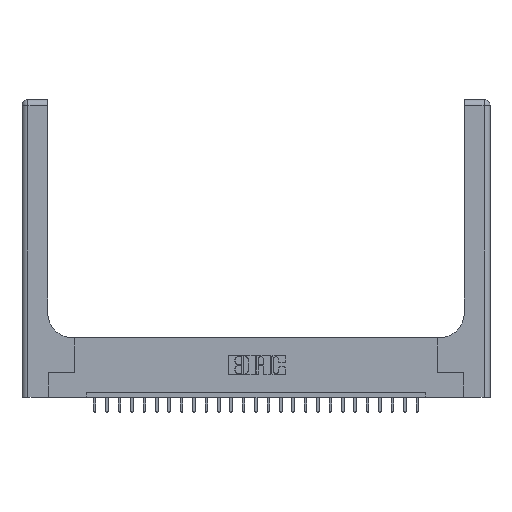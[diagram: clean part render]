
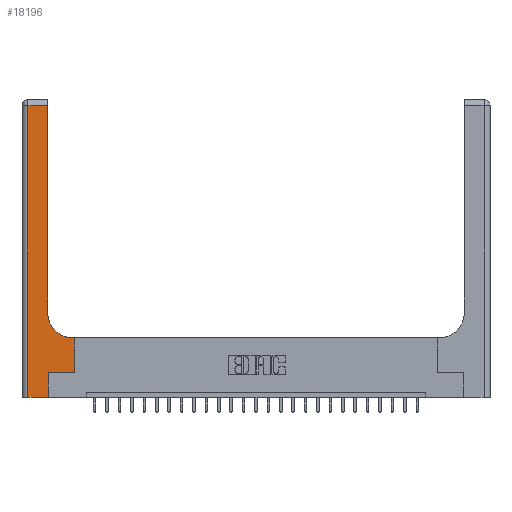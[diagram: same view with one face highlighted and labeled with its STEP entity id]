
A CAD part, top view. The second image highlights one B-rep face of the part: STEP entity #18196.
In plain terms, the highlighted planar face has unit normal (0, 0, 1).
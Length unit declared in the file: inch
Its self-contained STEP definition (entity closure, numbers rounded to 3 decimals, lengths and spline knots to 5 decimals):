
#234 = CARTESIAN_POINT ( 'NONE',  ( 0.265, 0.25, 0.37 ) ) ;
#276 = LINE ( 'NONE', #1569, #17921 ) ;
#519 = EDGE_CURVE ( 'NONE', #18301, #7932, #10806, .T. ) ;
#770 = DIRECTION ( 'NONE',  ( 1., 0., 0. ) ) ;
#1369 = CARTESIAN_POINT ( 'NONE',  ( 0.265, 0., 0.37 ) ) ;
#1569 = CARTESIAN_POINT ( 'NONE',  ( 0.265, 0., 0.37 ) ) ;
#1847 = VERTEX_POINT ( 'NONE', #3809 ) ;
#1974 = VERTEX_POINT ( 'NONE', #13559 ) ;
#2284 = EDGE_CURVE ( 'NONE', #1974, #12749, #9623, .T. ) ;
#2981 = PLANE ( 'NONE',  #16333 ) ;
#3809 = CARTESIAN_POINT ( 'NONE',  ( 0.06, 0., 0.37 ) ) ;
#3886 = LINE ( 'NONE', #9633, #18034 ) ;
#5061 = DIRECTION ( 'NONE',  ( 0., 0., -1. ) ) ;
#6426 = DIRECTION ( 'NONE',  ( 0., 0., -1. ) ) ;
#6638 = EDGE_CURVE ( 'NONE', #7932, #1974, #14343, .T. ) ;
#7782 = CARTESIAN_POINT ( 'NONE',  ( 0.06, 2.94, 0.37 ) ) ;
#7932 = VERTEX_POINT ( 'NONE', #8059 ) ;
#8015 = AXIS2_PLACEMENT_3D ( 'NONE', #17589, #6426, #770 ) ;
#8054 = EDGE_CURVE ( 'NONE', #22119, #18301, #9412, .T. ) ;
#8059 = CARTESIAN_POINT ( 'NONE',  ( 0.26, 0.85, 0.37 ) ) ;
#9236 = EDGE_CURVE ( 'NONE', #1847, #15267, #23262, .T. ) ;
#9412 = LINE ( 'NONE', #20706, #22731 ) ;
#9452 = VECTOR ( 'NONE', #10713, 39.37008 ) ;
#9549 = EDGE_LOOP ( 'NONE', ( #11732, #12166, #16235, #19731, #12212, #23690, #11068, #22327, #19883 ) ) ;
#9623 = LINE ( 'NONE', #20591, #10180 ) ;
#9633 = CARTESIAN_POINT ( 'NONE',  ( 0.265, 0.25, 0.37 ) ) ;
#10180 = VECTOR ( 'NONE', #18462, 39.37008 ) ;
#10621 = DIRECTION ( 'NONE',  ( 0., -1., 0. ) ) ;
#10713 = DIRECTION ( 'NONE',  ( 0., 1., 0. ) ) ;
#10806 = CIRCLE ( 'NONE', #8015, 0.25 ) ;
#11068 = ORIENTED_EDGE ( 'NONE', *, *, #21855, .T. ) ;
#11732 = ORIENTED_EDGE ( 'NONE', *, *, #6638, .T. ) ;
#12166 = ORIENTED_EDGE ( 'NONE', *, *, #2284, .T. ) ;
#12212 = ORIENTED_EDGE ( 'NONE', *, *, #15074, .T. ) ;
#12301 = EDGE_CURVE ( 'NONE', #19469, #20816, #3886, .T. ) ;
#12749 = VERTEX_POINT ( 'NONE', #7782 ) ;
#13559 = CARTESIAN_POINT ( 'NONE',  ( 0.26, 2.94, 0.37 ) ) ;
#14120 = EDGE_CURVE ( 'NONE', #12749, #1847, #20905, .T. ) ;
#14343 = LINE ( 'NONE', #14352, #9452 ) ;
#14352 = CARTESIAN_POINT ( 'NONE',  ( 0.26, 3., 0.37 ) ) ;
#14502 = DIRECTION ( 'NONE',  ( 0., 1., 0. ) ) ;
#14869 = LINE ( 'NONE', #18606, #15169 ) ;
#15074 = EDGE_CURVE ( 'NONE', #15267, #19469, #276, .T. ) ;
#15122 = DIRECTION ( 'NONE',  ( 1., 0., 0. ) ) ;
#15169 = VECTOR ( 'NONE', #21023, 39.37008 ) ;
#15267 = VERTEX_POINT ( 'NONE', #1369 ) ;
#15798 = CARTESIAN_POINT ( 'NONE',  ( 0.528, 0.6, 0.37 ) ) ;
#15881 = CARTESIAN_POINT ( 'NONE',  ( 0., 3., 0.37 ) ) ;
#15936 = CARTESIAN_POINT ( 'NONE',  ( 0.51, 0.6, 0.37 ) ) ;
#16235 = ORIENTED_EDGE ( 'NONE', *, *, #14120, .T. ) ;
#16333 = AXIS2_PLACEMENT_3D ( 'NONE', #15881, #5061, #19896 ) ;
#16449 = CARTESIAN_POINT ( 'NONE',  ( 0., 0., 0.37 ) ) ;
#17589 = CARTESIAN_POINT ( 'NONE',  ( 0.51, 0.85, 0.37 ) ) ;
#17921 = VECTOR ( 'NONE', #14502, 39.37008 ) ;
#17972 = CARTESIAN_POINT ( 'NONE',  ( 0.06, 3., 0.37 ) ) ;
#18034 = VECTOR ( 'NONE', #15122, 39.37008 ) ;
#18196 = ADVANCED_FACE ( 'NONE', ( #18813 ), #2981, .F. ) ;
#18301 = VERTEX_POINT ( 'NONE', #15936 ) ;
#18462 = DIRECTION ( 'NONE',  ( -1., 0., 0. ) ) ;
#18606 = CARTESIAN_POINT ( 'NONE',  ( 0.528, 0.25, 0.37 ) ) ;
#18675 = DIRECTION ( 'NONE',  ( -1., 0., 0. ) ) ;
#18813 = FACE_OUTER_BOUND ( 'NONE', #9549, .T. ) ;
#19469 = VERTEX_POINT ( 'NONE', #234 ) ;
#19731 = ORIENTED_EDGE ( 'NONE', *, *, #9236, .T. ) ;
#19883 = ORIENTED_EDGE ( 'NONE', *, *, #519, .T. ) ;
#19896 = DIRECTION ( 'NONE',  ( -1., 0., 0. ) ) ;
#20329 = VECTOR ( 'NONE', #10621, 39.37008 ) ;
#20591 = CARTESIAN_POINT ( 'NONE',  ( 0., 2.94, 0.37 ) ) ;
#20706 = CARTESIAN_POINT ( 'NONE',  ( 0.26, 0.6, 0.37 ) ) ;
#20816 = VERTEX_POINT ( 'NONE', #21138 ) ;
#20905 = LINE ( 'NONE', #17972, #20329 ) ;
#21023 = DIRECTION ( 'NONE',  ( 0., 1., 0. ) ) ;
#21138 = CARTESIAN_POINT ( 'NONE',  ( 0.528, 0.25, 0.37 ) ) ;
#21855 = EDGE_CURVE ( 'NONE', #20816, #22119, #14869, .T. ) ;
#22051 = DIRECTION ( 'NONE',  ( 1., 0., 0. ) ) ;
#22119 = VERTEX_POINT ( 'NONE', #15798 ) ;
#22327 = ORIENTED_EDGE ( 'NONE', *, *, #8054, .T. ) ;
#22387 = VECTOR ( 'NONE', #22051, 39.37008 ) ;
#22731 = VECTOR ( 'NONE', #18675, 39.37008 ) ;
#23262 = LINE ( 'NONE', #16449, #22387 ) ;
#23690 = ORIENTED_EDGE ( 'NONE', *, *, #12301, .T. ) ;
